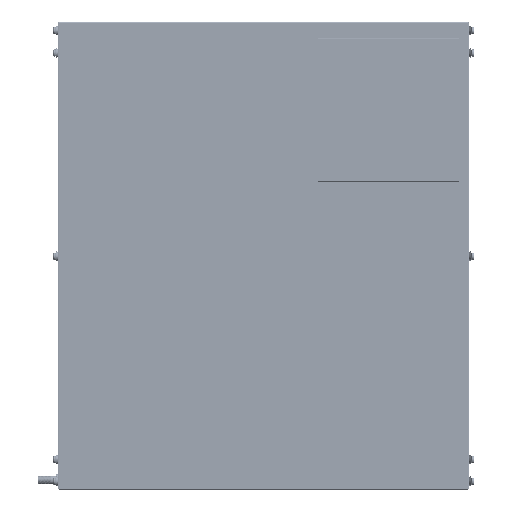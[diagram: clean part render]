
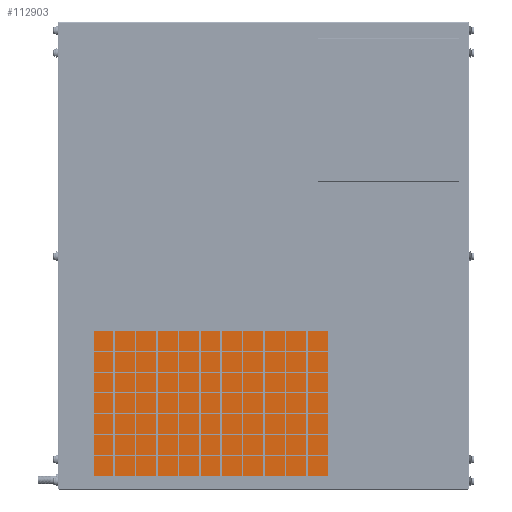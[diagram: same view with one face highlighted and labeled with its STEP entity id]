
A CAD part, top view. The second image highlights one B-rep face of the part: STEP entity #112903.
In plain terms, the highlighted planar face has unit normal (0, 0, 1).
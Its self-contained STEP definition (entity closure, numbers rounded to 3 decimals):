
#16978 = LINE ( 'NONE', #84004, #70877 ) ;
#24568 = EDGE_CURVE ( 'NONE', #179053, #242309, #211068, .T. ) ;
#26579 = LINE ( 'NONE', #134127, #146355 ) ;
#31632 = ORIENTED_EDGE ( 'NONE', *, *, #133374, .F. ) ;
#32104 = DIRECTION ( 'NONE',  ( 0., -1., 0. ) ) ;
#44384 = VERTEX_POINT ( 'NONE', #271827 ) ;
#58037 = VERTEX_POINT ( 'NONE', #104078 ) ;
#60138 = DIRECTION ( 'NONE',  ( 0., 0., 1. ) ) ;
#60307 = DIRECTION ( 'NONE',  ( -1., 0., 0. ) ) ;
#62875 = DIRECTION ( 'NONE',  ( 0., -1., 0. ) ) ;
#70877 = VECTOR ( 'NONE', #187413, 1000. ) ;
#81086 = CARTESIAN_POINT ( 'NONE',  ( -78.943, -9.981, 569.186 ) ) ;
#83816 = PLANE ( 'NONE',  #126338 ) ;
#84004 = CARTESIAN_POINT ( 'NONE',  ( 94.031, 193.219, 569.186 ) ) ;
#96820 = CARTESIAN_POINT ( 'NONE',  ( 283.007, 4.802, 569.186 ) ) ;
#100138 = CARTESIAN_POINT ( 'NONE',  ( -78.943, 4.802, 569.186 ) ) ;
#104078 = CARTESIAN_POINT ( 'NONE',  ( 283.007, 193.219, 569.186 ) ) ;
#112903 = ADVANCED_FACE ( 'NONE', ( #271018 ), #83816, .T. ) ;
#125494 = EDGE_CURVE ( 'NONE', #242309, #44384, #272402, .T. ) ;
#126338 = AXIS2_PLACEMENT_3D ( 'NONE', #149413, #60138, #62875 ) ;
#133374 = EDGE_CURVE ( 'NONE', #58037, #179053, #26579, .T. ) ;
#134127 = CARTESIAN_POINT ( 'NONE',  ( 283.007, -9.981, 569.186 ) ) ;
#135137 = VECTOR ( 'NONE', #60307, 1000. ) ;
#146355 = VECTOR ( 'NONE', #32104, 1000. ) ;
#149413 = CARTESIAN_POINT ( 'NONE',  ( 94.031, 91.619, 569.186 ) ) ;
#166275 = DIRECTION ( 'NONE',  ( 0., 1., 0. ) ) ;
#173895 = VECTOR ( 'NONE', #166275, 1000. ) ;
#174366 = EDGE_CURVE ( 'NONE', #58037, #44384, #16978, .T. ) ;
#178454 = ORIENTED_EDGE ( 'NONE', *, *, #174366, .T. ) ;
#179053 = VERTEX_POINT ( 'NONE', #96820 ) ;
#184035 = ORIENTED_EDGE ( 'NONE', *, *, #24568, .F. ) ;
#187413 = DIRECTION ( 'NONE',  ( -1., 0., 0. ) ) ;
#190463 = ORIENTED_EDGE ( 'NONE', *, *, #125494, .F. ) ;
#211068 = LINE ( 'NONE', #250228, #135137 ) ;
#242309 = VERTEX_POINT ( 'NONE', #100138 ) ;
#250228 = CARTESIAN_POINT ( 'NONE',  ( 421.132, 4.802, 569.186 ) ) ;
#266475 = EDGE_LOOP ( 'NONE', ( #190463, #184035, #31632, #178454 ) ) ;
#271018 = FACE_OUTER_BOUND ( 'NONE', #266475, .T. ) ;
#271827 = CARTESIAN_POINT ( 'NONE',  ( -78.943, 193.219, 569.186 ) ) ;
#272402 = LINE ( 'NONE', #81086, #173895 ) ;
